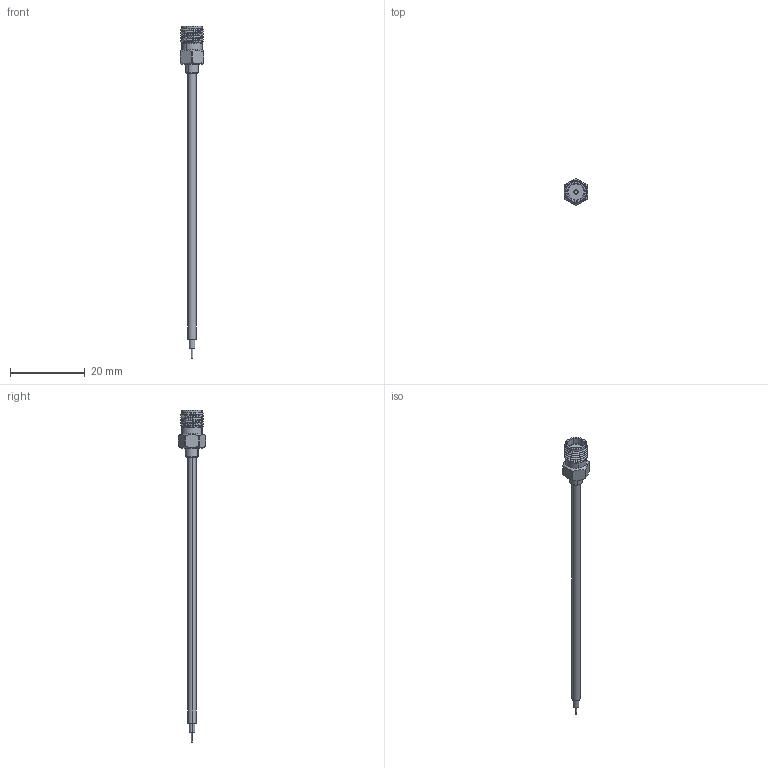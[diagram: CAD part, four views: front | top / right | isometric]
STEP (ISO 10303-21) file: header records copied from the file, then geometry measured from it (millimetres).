
FILE_DESCRIPTION (( 'STEP AP214' ), '1' );
FILE_NAME ('FMCA2392.step', '2021-07-12T16:18:14', ( '' ), ( '' ), 'SwSTEP 2.0', 'SolidWorks 2020', '' );
FILE_SCHEMA (( 'AUTOMOTIVE_DESIGN' ));
Length unit declared in the file: inch
Products named in the file (3): FMCN1418^FMCA2392; FMCA2392; FM-SR086TB^FMCA2392_Trimmed
Assembly tree (2 placements, depth 2):
  FMCA2392
    FM-SR086TB^FMCA2392_Trimmed
    FMCN1418^FMCA2392
Bounding box: 6.35 x 7.23 x 88.9 mm (x, y, z)
Volume: 538.5 mm3; surface area: 892.3 mm2
Topology: 2 solids, 2 shells, 72 faces, 168 edges, 107 vertices
Faces by surface type: cylinder 36, plane 17, cone 14, bspline 3, torus 2
Entity records: 3319 total; most frequent: CARTESIAN_POINT 1622, ORIENTED_EDGE 336, DIRECTION 323, EDGE_CURVE 168, AXIS2_PLACEMENT_3D 135, VERTEX_POINT 107, EDGE_LOOP 79, FACE_OUTER_BOUND 72
